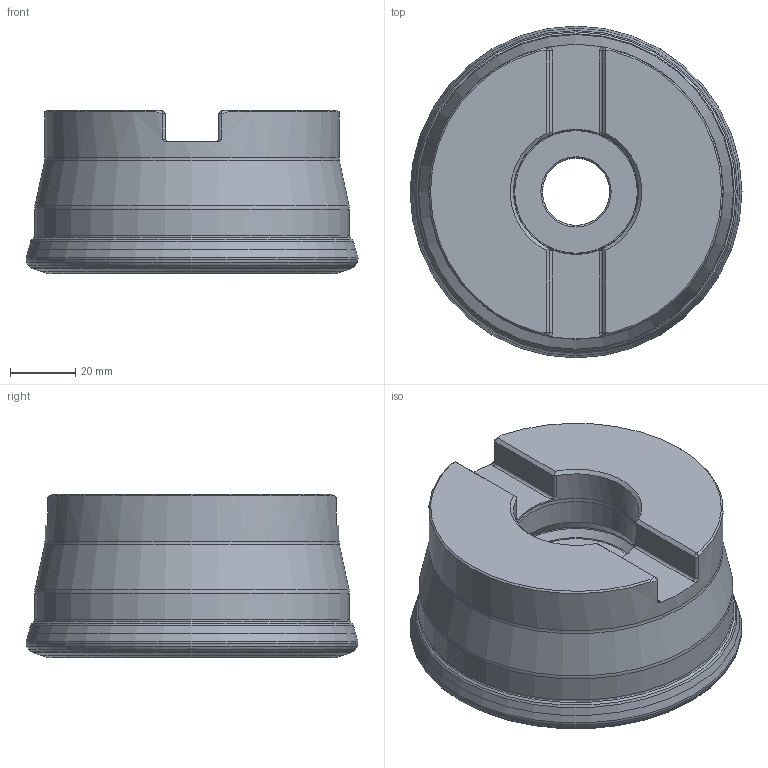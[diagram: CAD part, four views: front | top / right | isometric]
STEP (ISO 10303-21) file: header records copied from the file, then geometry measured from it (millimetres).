
FILE_DESCRIPTION(/* description */ (''),/* implementation_level */ '2;1');
FILE_NAME(/* name */ 'ax_step_export_ax_temp_1.stp',/* time_stamp */ '2019-05-23T09:03:05+02:00',/* author */ (''),/* organization */ (''),/* preprocessor_version */ 'ST-DEVELOPER v15',/* originating_system */ 'SIEMENS PLM Software NX 8.5',/* authorisation */ '');
FILE_SCHEMA (('AUTOMOTIVE_DESIGN { 1 0 10303 214 3 1 1 1 }'));
Length unit declared in the file: millimetre
Products named in the file (1): ax_temp_1
Bounding box: 101.54 x 101.48 x 50 mm (x, y, z)
Volume: 306094.4 mm3; surface area: 42497.6 mm2
Topology: 2 solids, 2 shells, 106 faces, 249 edges, 140 vertices
Faces by surface type: revolution 28, cylinder 28, plane 17, cone 17, torus 16
Full cylindrical faces by diameter (mm): 20.5 x1, 36 x1, 38.108 x1, 38.3 x1, 90 x1, 96.278 x1
Entity records: 3562 total; most frequent: CARTESIAN_POINT 837, DIRECTION 448, ORIENTED_EDGE 370, EDGE_CURVE 185, AXIS2_PLACEMENT_3D 184, EDGE_LOOP 158, VERTEX_POINT 131, ADVANCED_FACE 106
